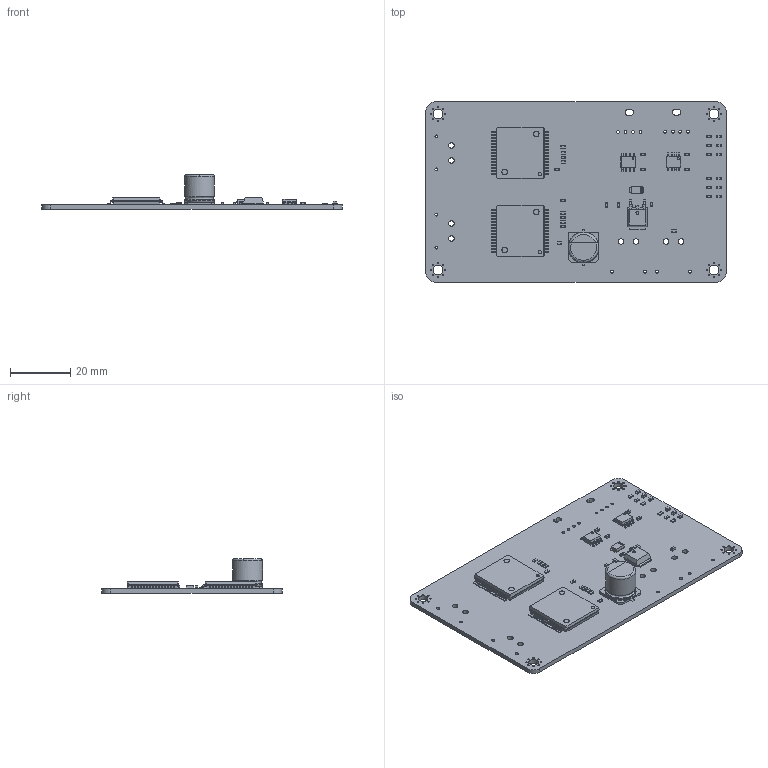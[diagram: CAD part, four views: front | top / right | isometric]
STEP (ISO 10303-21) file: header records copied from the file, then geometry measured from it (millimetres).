
FILE_DESCRIPTION(('KiCad electronic assembly'),'2;1');
FILE_NAME('AltairMD_V8.step','2026-01-27T03:16:58',('Pcbnew'),('Kicad'), 'Open CASCADE STEP processor 7.8','KiCad to STEP converter','Unknown' );
FILE_SCHEMA(('AUTOMOTIVE_DESIGN { 1 0 10303 214 1 1 1 1 }'));
Length unit declared in the file: millimetre
Products named in the file (15): AltairMD_V8 1; R_0603_1608Metric; CP_Elec_10x10; LED_0603_1608Metric; C_0603_1608Metric; TO-252-2; AltairMD_V8 1.7.1; SOIC-8_3.9x4.9mm_P1.27mm; MS18F; Body; PinKIdent; PinK; PinA; VNH5019A-E; AltairMD_V8_PCB
Assembly tree (44 placements, depth 3):
  AltairMD_V8 1
    R_0603_1608Metric  x16
    CP_Elec_10x10
    LED_0603_1608Metric  x6
    C_0603_1608Metric  x9
    TO-252-2
      AltairMD_V8 1.7.1
    SOIC-8_3.9x4.9mm_P1.27mm  x2
    MS18F
      Body
      PinKIdent
      PinK
      PinA
    VNH5019A-E  x2
    AltairMD_V8_PCB
Bounding box: 100 x 60 x 11.6 mm (x, y, z)
Volume: 11127.4 mm3; surface area: 15814.1 mm2
Topology: 112 solids, 112 shells, 2534 faces, 6537 edges, 4267 vertices
Faces by surface type: plane 1770, cylinder 693, bspline 66, torus 4, revolution 1
Full cylindrical faces by diameter (mm): 0.5 x32, 0.6 x2, 0.95 x8, 1 x9, 1.9 x8, 3.2 x4, 10 x2
Entity records: 36248 total; most frequent: CARTESIAN_POINT 5604, ORIENTED_EDGE 5150, DIRECTION 5134, EDGE_CURVE 2575, LINE 1963, VECTOR 1963, VERTEX_POINT 1683, AXIS2_PLACEMENT_3D 1585
